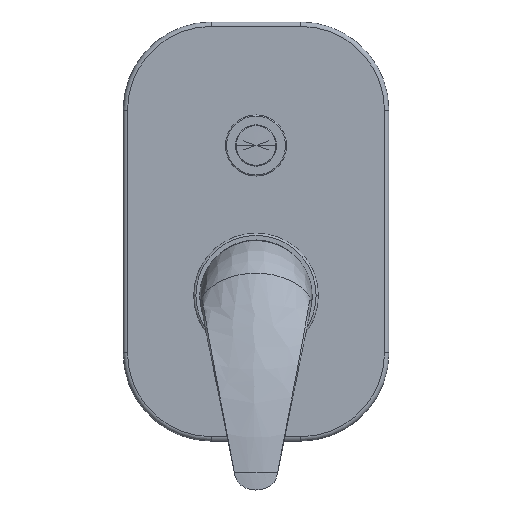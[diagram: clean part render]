
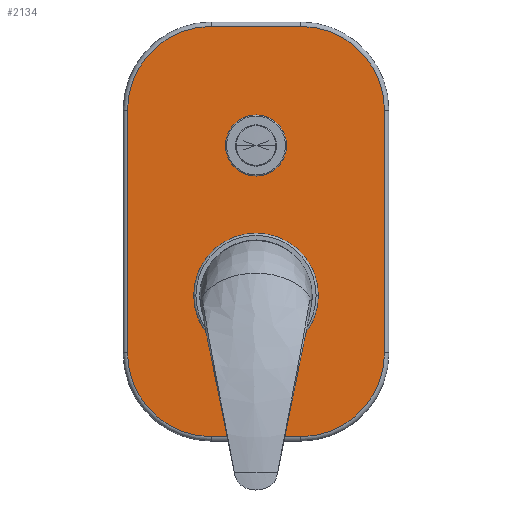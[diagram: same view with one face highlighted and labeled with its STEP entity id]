
A CAD part, top view. The second image highlights one B-rep face of the part: STEP entity #2134.
In plain terms, the highlighted planar face has unit normal (0, 0, 1).
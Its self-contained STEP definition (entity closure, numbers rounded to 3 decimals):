
#67=DIRECTION('',(1.,0.,0.));
#68=VECTOR('',#67,40.5);
#69=CARTESIAN_POINT('',(-20.25,-64.,46.));
#70=LINE('',#69,#68);
#71=CARTESIAN_POINT('',(-20.25,-26.,46.));
#72=DIRECTION('',(0.,0.,1.));
#73=DIRECTION('',(-1.,0.,0.));
#74=AXIS2_PLACEMENT_3D('',#71,#72,#73);
#76=DIRECTION('',(0.,-1.,0.));
#77=VECTOR('',#76,110.);
#78=CARTESIAN_POINT('',(-58.25,84.,46.));
#79=LINE('',#78,#77);
#80=CARTESIAN_POINT('',(-20.25,84.,46.));
#81=DIRECTION('',(0.,0.,1.));
#82=DIRECTION('',(0.,1.,0.));
#83=AXIS2_PLACEMENT_3D('',#80,#81,#82);
#85=DIRECTION('',(-1.,0.,0.));
#86=VECTOR('',#85,40.5);
#87=CARTESIAN_POINT('',(20.25,122.,46.));
#88=LINE('',#87,#86);
#89=CARTESIAN_POINT('',(20.25,84.,46.));
#90=DIRECTION('',(0.,0.,1.));
#91=DIRECTION('',(1.,0.,0.));
#92=AXIS2_PLACEMENT_3D('',#89,#90,#91);
#94=DIRECTION('',(0.,1.,0.));
#95=VECTOR('',#94,110.);
#96=CARTESIAN_POINT('',(58.25,-26.,46.));
#97=LINE('',#96,#95);
#98=CARTESIAN_POINT('',(20.25,-26.,46.));
#99=DIRECTION('',(0.,0.,1.));
#100=DIRECTION('',(0.,-1.,0.));
#101=AXIS2_PLACEMENT_3D('',#98,#99,#100);
#103=CARTESIAN_POINT('',(0.,68.,46.));
#104=DIRECTION('',(0.,0.,-1.));
#105=DIRECTION('',(-1.,0.,0.));
#106=AXIS2_PLACEMENT_3D('',#103,#104,#105);
#108=CARTESIAN_POINT('',(0.,68.,46.));
#109=DIRECTION('',(0.,0.,-1.));
#110=DIRECTION('',(1.,0.,0.));
#111=AXIS2_PLACEMENT_3D('',#108,#109,#110);
#113=CARTESIAN_POINT('',(0.,0.,46.));
#114=DIRECTION('',(0.,0.,-1.));
#115=DIRECTION('',(-1.,0.,0.));
#116=AXIS2_PLACEMENT_3D('',#113,#114,#115);
#118=CARTESIAN_POINT('',(0.,0.,46.));
#119=DIRECTION('',(0.,0.,-1.));
#120=DIRECTION('',(1.,0.,0.));
#121=AXIS2_PLACEMENT_3D('',#118,#119,#120);
#1933=CARTESIAN_POINT('',(-20.25,-64.,46.));
#1934=CARTESIAN_POINT('',(20.25,-64.,46.));
#1935=VERTEX_POINT('',#1933);
#1936=VERTEX_POINT('',#1934);
#1941=CARTESIAN_POINT('',(58.25,-26.,46.));
#1942=VERTEX_POINT('',#1941);
#1945=CARTESIAN_POINT('',(58.25,84.,46.));
#1946=VERTEX_POINT('',#1945);
#1949=CARTESIAN_POINT('',(20.25,122.,46.));
#1950=VERTEX_POINT('',#1949);
#1953=CARTESIAN_POINT('',(-20.25,122.,46.));
#1954=VERTEX_POINT('',#1953);
#1957=CARTESIAN_POINT('',(-58.25,84.,46.));
#1958=VERTEX_POINT('',#1957);
#1961=CARTESIAN_POINT('',(-58.25,-26.,46.));
#1962=VERTEX_POINT('',#1961);
#1977=CARTESIAN_POINT('',(-13.35,68.,46.));
#1978=CARTESIAN_POINT('',(13.35,68.,46.));
#1979=VERTEX_POINT('',#1977);
#1980=VERTEX_POINT('',#1978);
#1993=CARTESIAN_POINT('',(-28.25,0.,46.));
#1994=CARTESIAN_POINT('',(28.25,0.,46.));
#1995=VERTEX_POINT('',#1993);
#1996=VERTEX_POINT('',#1994);
#2100=CARTESIAN_POINT('',(0.,29.,46.));
#2101=DIRECTION('',(0.,0.,1.));
#2102=DIRECTION('',(1.,0.,0.));
#2103=AXIS2_PLACEMENT_3D('',#2100,#2101,#2102);
#2104=PLANE('',#2103);
#2106=ORIENTED_EDGE('',*,*,#2105,.F.);
#2108=ORIENTED_EDGE('',*,*,#2107,.F.);
#2110=ORIENTED_EDGE('',*,*,#2109,.F.);
#2112=ORIENTED_EDGE('',*,*,#2111,.F.);
#2114=ORIENTED_EDGE('',*,*,#2113,.F.);
#2115=ORIENTED_EDGE('',*,*,#2083,.F.);
#2117=ORIENTED_EDGE('',*,*,#2116,.F.);
#2119=ORIENTED_EDGE('',*,*,#2118,.F.);
#2120=EDGE_LOOP('',(#2106,#2108,#2110,#2112,#2114,#2115,#2117,#2119));
#2121=FACE_OUTER_BOUND('',#2120,.F.);
#2123=ORIENTED_EDGE('',*,*,#2122,.F.);
#2125=ORIENTED_EDGE('',*,*,#2124,.F.);
#2126=EDGE_LOOP('',(#2123,#2125));
#2127=FACE_BOUND('',#2126,.F.);
#2129=ORIENTED_EDGE('',*,*,#2128,.F.);
#2131=ORIENTED_EDGE('',*,*,#2130,.F.);
#2132=EDGE_LOOP('',(#2129,#2131));
#2133=FACE_BOUND('',#2132,.F.);
#2134=ADVANCED_FACE('',(#2121,#2127,#2133),#2104,.T.);
#75=CIRCLE('',#74,38.);
#84=CIRCLE('',#83,38.);
#93=CIRCLE('',#92,38.);
#102=CIRCLE('',#101,38.);
#107=CIRCLE('',#106,13.35);
#112=CIRCLE('',#111,13.35);
#117=CIRCLE('',#116,28.25);
#122=CIRCLE('',#121,28.25);
#2083=EDGE_CURVE('',#1946,#1950,#93,.T.);
#2105=EDGE_CURVE('',#1935,#1936,#70,.T.);
#2107=EDGE_CURVE('',#1962,#1935,#75,.T.);
#2109=EDGE_CURVE('',#1958,#1962,#79,.T.);
#2111=EDGE_CURVE('',#1954,#1958,#84,.T.);
#2113=EDGE_CURVE('',#1950,#1954,#88,.T.);
#2116=EDGE_CURVE('',#1942,#1946,#97,.T.);
#2118=EDGE_CURVE('',#1936,#1942,#102,.T.);
#2122=EDGE_CURVE('',#1979,#1980,#107,.T.);
#2124=EDGE_CURVE('',#1980,#1979,#112,.T.);
#2128=EDGE_CURVE('',#1995,#1996,#117,.T.);
#2130=EDGE_CURVE('',#1996,#1995,#122,.T.);
